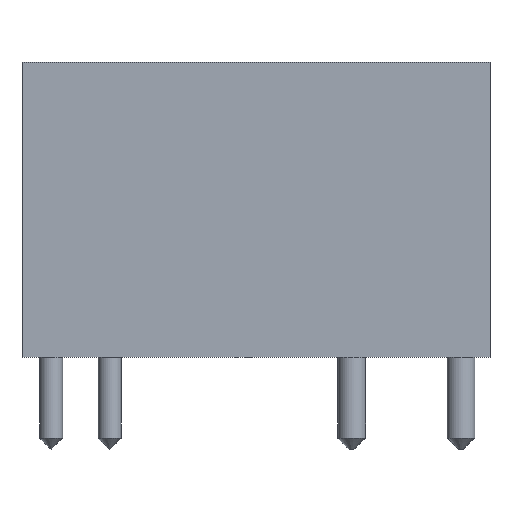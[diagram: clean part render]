
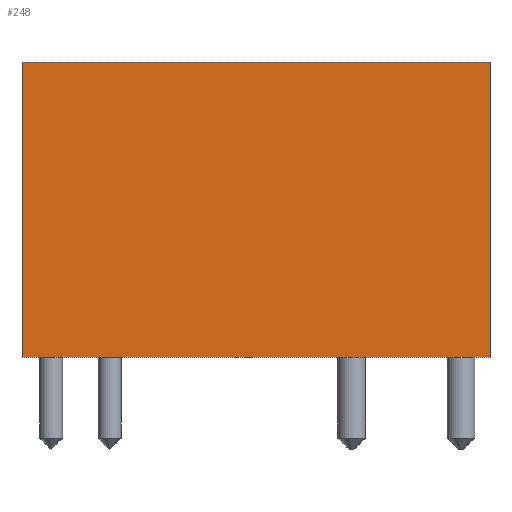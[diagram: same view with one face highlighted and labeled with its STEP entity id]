
A CAD part, front view. The second image highlights one B-rep face of the part: STEP entity #248.
In plain terms, the highlighted planar face has unit normal (0, -1, 0).
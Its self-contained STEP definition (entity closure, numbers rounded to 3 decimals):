
#46=FACE_OUTER_BOUND('',#66,.T.);
#66=EDGE_LOOP('',(#191,#192,#193,#194));
#81=LINE('',#397,#101);
#85=LINE('',#405,#105);
#88=LINE('',#411,#108);
#91=LINE('',#416,#111);
#101=VECTOR('',#315,10.);
#105=VECTOR('',#321,10.);
#108=VECTOR('',#326,10.);
#111=VECTOR('',#331,10.);
#121=VERTEX_POINT('',#395);
#122=VERTEX_POINT('',#396);
#125=VERTEX_POINT('',#404);
#127=VERTEX_POINT('',#410);
#141=EDGE_CURVE('',#121,#122,#81,.T.);
#145=EDGE_CURVE('',#125,#121,#85,.T.);
#148=EDGE_CURVE('',#127,#125,#88,.T.);
#151=EDGE_CURVE('',#122,#127,#91,.T.);
#191=ORIENTED_EDGE('',*,*,#151,.F.);
#192=ORIENTED_EDGE('',*,*,#141,.F.);
#193=ORIENTED_EDGE('',*,*,#145,.F.);
#194=ORIENTED_EDGE('',*,*,#148,.F.);
#236=PLANE('',#286);
#248=ADVANCED_FACE('',(#46),#236,.F.);
#286=AXIS2_PLACEMENT_3D('',#419,#335,#336);
#315=DIRECTION('',(1.,0.,0.));
#321=DIRECTION('',(0.,0.,1.));
#326=DIRECTION('',(-1.,0.,0.));
#331=DIRECTION('',(0.,0.,-1.));
#335=DIRECTION('center_axis',(0.,1.,0.));
#336=DIRECTION('ref_axis',(1.,0.,0.));
#395=CARTESIAN_POINT('',(-10.15,0.,6.4));
#396=CARTESIAN_POINT('',(10.15,0.,6.4));
#397=CARTESIAN_POINT('',(-10.15,0.,6.4));
#404=CARTESIAN_POINT('',(-10.15,0.,-6.4));
#405=CARTESIAN_POINT('',(-10.15,0.,-6.4));
#410=CARTESIAN_POINT('',(10.15,0.,-6.4));
#411=CARTESIAN_POINT('',(10.15,0.,-6.4));
#416=CARTESIAN_POINT('',(10.15,0.,6.4));
#419=CARTESIAN_POINT('Origin',(0.,0.,0.));
